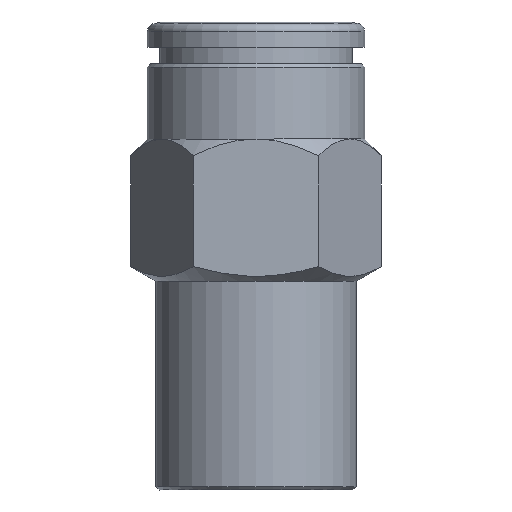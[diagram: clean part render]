
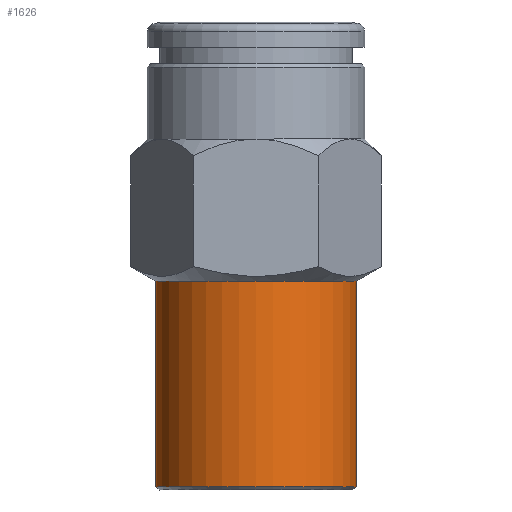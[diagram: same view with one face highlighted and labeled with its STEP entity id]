
A CAD part, front view. The second image highlights one B-rep face of the part: STEP entity #1626.
In plain terms, the highlighted cylindrical face has radius 6 mm (diameter 12 mm), a full revolution.
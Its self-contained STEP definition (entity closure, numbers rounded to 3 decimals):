
#811=ORIENTED_EDGE('',*,*,#960,.T.);
#812=ORIENTED_EDGE('',*,*,#961,.F.);
#852=CIRCLE('',#1565,6.);
#853=CIRCLE('',#1567,6.);
#900=VERTEX_POINT('',#1459);
#901=VERTEX_POINT('',#1462);
#960=EDGE_CURVE('',#900,#900,#852,.T.);
#961=EDGE_CURVE('',#901,#901,#853,.T.);
#1029=EDGE_LOOP('',(#811));
#1030=EDGE_LOOP('',(#812));
#1103=FACE_BOUND('',#1029,.T.);
#1104=FACE_BOUND('',#1030,.T.);
#1297=DIRECTION('',(0.,-1.,0.));
#1298=DIRECTION('',(0.,0.,6.));
#1299=DIRECTION('',(0.,1.,0.));
#1300=DIRECTION('',(1.,0.,0.));
#1301=DIRECTION('',(0.,-1.,0.));
#1302=DIRECTION('',(0.,0.,6.));
#1459=CARTESIAN_POINT('',(3.885,12.433,6.));
#1460=CARTESIAN_POINT('',(3.885,12.433,0.));
#1461=CARTESIAN_POINT('',(3.885,0.133,0.));
#1462=CARTESIAN_POINT('',(3.885,0.133,6.));
#1463=CARTESIAN_POINT('',(3.885,0.133,0.));
#1565=AXIS2_PLACEMENT_3D('',#1460,#1297,#1298);
#1566=AXIS2_PLACEMENT_3D('',#1461,#1299,#1300);
#1567=AXIS2_PLACEMENT_3D('',#1463,#1301,#1302);
#1586=CYLINDRICAL_SURFACE('',#1566,6.);
#1626=ADVANCED_FACE('',(#1103,#1104),#1586,.T.);
